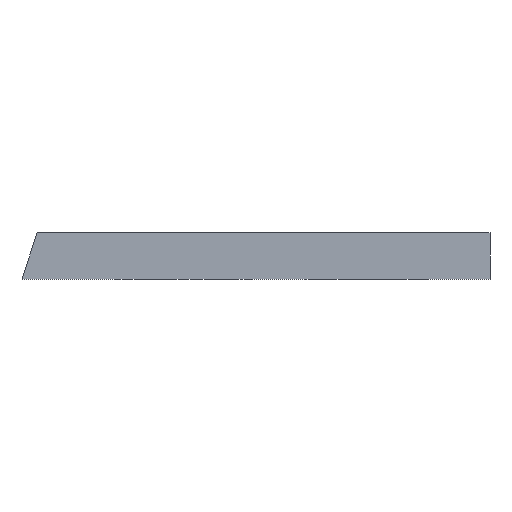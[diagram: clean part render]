
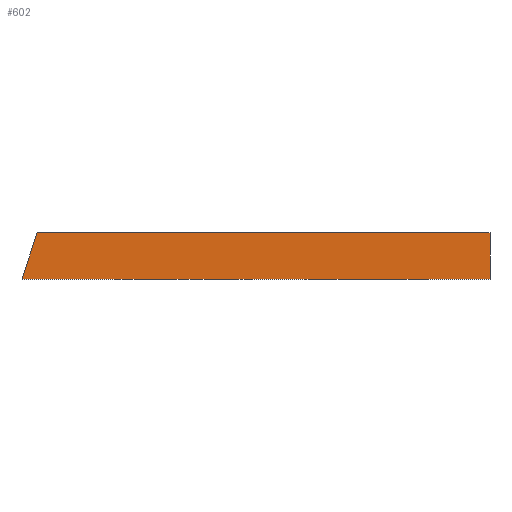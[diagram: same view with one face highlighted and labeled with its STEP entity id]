
A CAD part, front view. The second image highlights one B-rep face of the part: STEP entity #602.
In plain terms, the highlighted planar face has unit normal (0, -1, 0).
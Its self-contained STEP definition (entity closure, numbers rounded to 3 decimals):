
#1=DIRECTION('',(0.309,0.,0.951));
#2=VECTOR('',#1,3.154);
#3=CARTESIAN_POINT('',(-30.,0.,-3.));
#4=LINE('',#3,#2);
#5=DIRECTION('',(1.,0.,0.));
#6=VECTOR('',#5,29.025);
#7=CARTESIAN_POINT('',(-29.025,0.,0.));
#8=LINE('',#7,#6);
#9=DIRECTION('',(0.,0.,-1.));
#10=VECTOR('',#9,3.);
#11=CARTESIAN_POINT('',(0.,0.,0.));
#12=LINE('',#11,#10);
#13=DIRECTION('',(-1.,0.,0.));
#14=VECTOR('',#13,30.);
#15=CARTESIAN_POINT('',(0.,0.,-3.));
#16=LINE('',#15,#14);
#463=CARTESIAN_POINT('',(-30.,0.,-3.));
#464=CARTESIAN_POINT('',(-29.025,0.,0.));
#465=VERTEX_POINT('',#463);
#466=VERTEX_POINT('',#464);
#467=CARTESIAN_POINT('',(0.,0.,0.));
#468=VERTEX_POINT('',#467);
#469=CARTESIAN_POINT('',(0.,0.,-3.));
#470=VERTEX_POINT('',#469);
#587=CARTESIAN_POINT('',(0.,0.,0.));
#588=DIRECTION('',(0.,1.,0.));
#589=DIRECTION('',(1.,0.,0.));
#590=AXIS2_PLACEMENT_3D('',#587,#588,#589);
#591=PLANE('',#590);
#593=ORIENTED_EDGE('',*,*,#592,.T.);
#595=ORIENTED_EDGE('',*,*,#594,.T.);
#597=ORIENTED_EDGE('',*,*,#596,.T.);
#599=ORIENTED_EDGE('',*,*,#598,.T.);
#600=EDGE_LOOP('',(#593,#595,#597,#599));
#601=FACE_OUTER_BOUND('',#600,.F.);
#602=ADVANCED_FACE('',(#601),#591,.F.);
#592=EDGE_CURVE('',#465,#466,#4,.T.);
#594=EDGE_CURVE('',#466,#468,#8,.T.);
#596=EDGE_CURVE('',#468,#470,#12,.T.);
#598=EDGE_CURVE('',#470,#465,#16,.T.);
